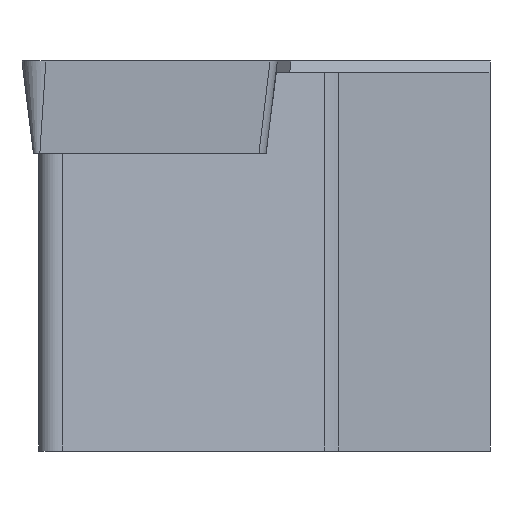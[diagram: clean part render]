
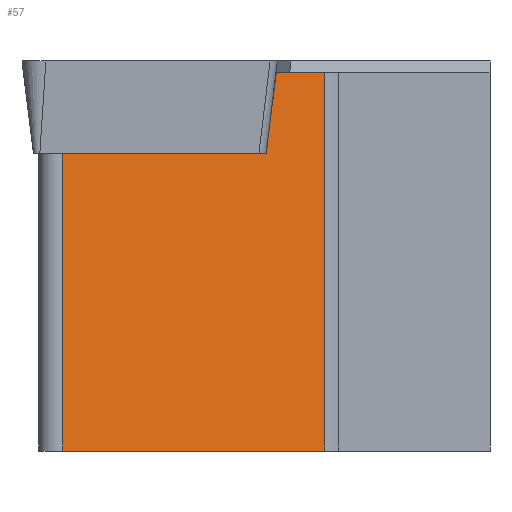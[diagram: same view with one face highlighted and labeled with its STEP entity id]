
A CAD part, left-side view. The second image highlights one B-rep face of the part: STEP entity #57.
In plain terms, the highlighted planar face has unit normal (-0.848, -0.53, 0).
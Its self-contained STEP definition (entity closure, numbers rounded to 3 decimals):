
#57=ADVANCED_FACE('',(#103),#82,.F.);
#82=PLANE('',#517);
#103=FACE_OUTER_BOUND('',#129,.T.);
#129=EDGE_LOOP('',(#180,#181,#182,#183,#184,#185));
#180=ORIENTED_EDGE('',*,*,#354,.F.);
#181=ORIENTED_EDGE('',*,*,#355,.F.);
#182=ORIENTED_EDGE('',*,*,#353,.F.);
#183=ORIENTED_EDGE('',*,*,#356,.F.);
#184=ORIENTED_EDGE('',*,*,#357,.T.);
#185=ORIENTED_EDGE('',*,*,#337,.F.);
#293=VERTEX_POINT('',#684);
#294=VERTEX_POINT('',#686);
#306=VERTEX_POINT('',#714);
#307=VERTEX_POINT('',#716);
#308=VERTEX_POINT('',#720);
#309=VERTEX_POINT('',#723);
#337=EDGE_CURVE('',#293,#294,#403,.T.);
#353=EDGE_CURVE('',#307,#306,#416,.T.);
#354=EDGE_CURVE('',#308,#293,#417,.T.);
#355=EDGE_CURVE('',#306,#308,#418,.T.);
#356=EDGE_CURVE('',#309,#307,#419,.T.);
#357=EDGE_CURVE('',#309,#294,#420,.T.);
#403=LINE('',#685,#457);
#416=LINE('',#717,#470);
#417=LINE('',#719,#471);
#418=LINE('',#721,#472);
#419=LINE('',#722,#473);
#420=LINE('',#724,#474);
#457=VECTOR('',#552,1.);
#470=VECTOR('',#575,1.);
#471=VECTOR('',#578,1.);
#472=VECTOR('',#579,1.);
#473=VECTOR('',#580,1.);
#474=VECTOR('',#581,1.);
#517=AXIS2_PLACEMENT_3D('',#725,#582,#583);
#552=DIRECTION('',(0.53,-0.848,0.));
#575=DIRECTION('',(0.,0.,1.));
#578=DIRECTION('',(0.079,-0.126,0.989));
#579=DIRECTION('',(0.53,-0.848,0.));
#580=DIRECTION('',(-0.53,0.848,0.));
#581=DIRECTION('',(0.,0.,1.));
#582=DIRECTION('',(0.848,0.53,0.));
#583=DIRECTION('',(0.53,-0.848,0.));
#684=CARTESIAN_POINT('',(4.212,5.479,-0.3));
#685=CARTESIAN_POINT('',(0.789,10.957,-0.3));
#686=CARTESIAN_POINT('',(4.991,4.233,-0.3));
#714=CARTESIAN_POINT('',(0.789,10.957,-2.38));
#716=CARTESIAN_POINT('',(0.789,10.957,-10.));
#717=CARTESIAN_POINT('',(0.789,10.957,-30.));
#719=CARTESIAN_POINT('',(1.83,9.292,-30.294));
#720=CARTESIAN_POINT('',(4.047,5.743,-2.38));
#721=CARTESIAN_POINT('',(0.789,10.957,-2.38));
#722=CARTESIAN_POINT('',(0.789,10.957,-10.));
#723=CARTESIAN_POINT('',(4.991,4.233,-10.));
#724=CARTESIAN_POINT('',(4.991,4.233,-30.));
#725=CARTESIAN_POINT('',(0.789,10.957,-30.));
